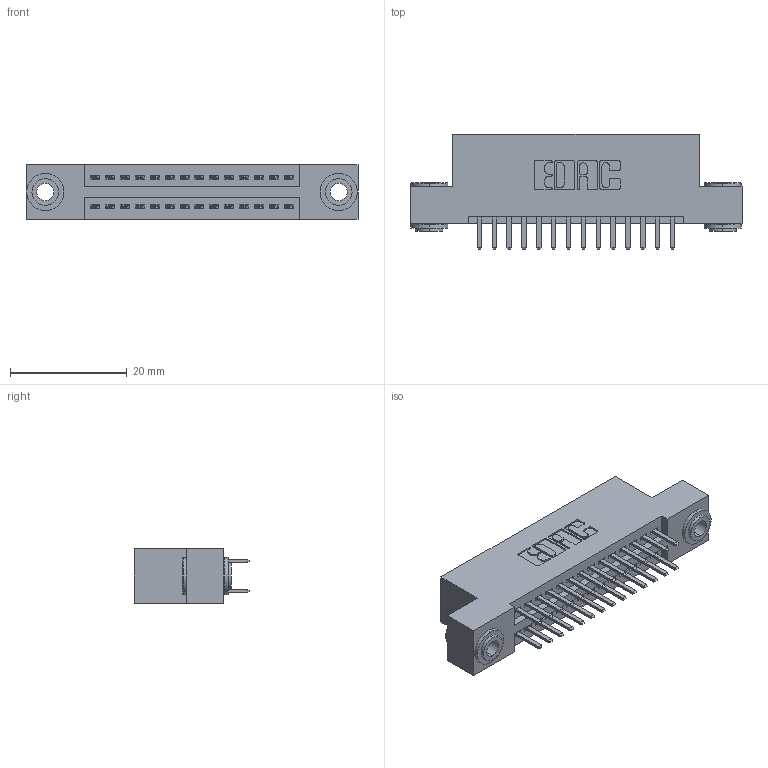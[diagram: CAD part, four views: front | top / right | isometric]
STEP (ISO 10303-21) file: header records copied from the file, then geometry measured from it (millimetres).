
FILE_DESCRIPTION (( 'STEP AP203' ), '1' );
FILE_NAME ('395-028-520-203.STEP', '2018-11-10T07:33:50', ( '' ), ( '' ), 'SwSTEP 2.0', 'SolidWorks 2016', '' );
FILE_SCHEMA (( 'CONFIG_CONTROL_DESIGN' ));
Length unit declared in the file: inch
Products named in the file (4): 345-292-001_345-293-120; 345 Part_Flush Mounting Lugs - 0.156 Dia-TH; 345-250-002_345-250-002-102; 395-028-520-203
Assembly tree (31 placements, depth 2):
  395-028-520-203
    345 Part_Flush Mounting Lugs - 0.156 Dia-TH
    345-292-001_345-293-120  x28
    345-250-002_345-250-002-102  x2
Bounding box: 56.77 x 19.68 x 9.4 mm (x, y, z)
Volume: 5261.8 mm3; surface area: 7414.2 mm2
Topology: 31 solids, 31 shells, 1676 faces, 4813 edges, 3130 vertices
Faces by surface type: plane 1070, cylinder 598, cone 8
Entity records: 15518 total; most frequent: CARTESIAN_POINT 2615, ORIENTED_EDGE 2530, DIRECTION 2359, EDGE_CURVE 1265, LINE 1049, VECTOR 1049, VERTEX_POINT 838, AXIS2_PLACEMENT_3D 655
